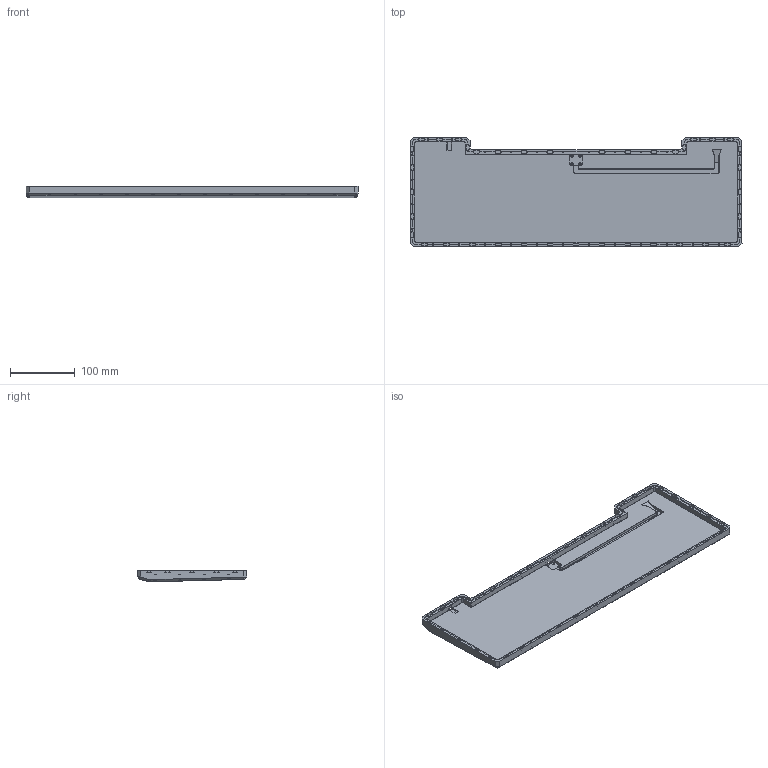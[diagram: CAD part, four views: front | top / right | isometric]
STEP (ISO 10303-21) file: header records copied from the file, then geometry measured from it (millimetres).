
FILE_DESCRIPTION(/* description */ (''),/* implementation_level */ '2;1');
FILE_NAME(/* name */ 'fu_bottom.step',/* time_stamp */ '2021-12-27T00:03:19+03:00',/* author */ (''),/* organization */ (''),/* preprocessor_version */ 'ST-DEVELOPER v18.1',/* originating_system */ 'Autodesk Translation Framework v10.10.0.1391',/* authorisation */ '');
FILE_SCHEMA (('AUTOMOTIVE_DESIGN { 1 0 10303 214 3 1 1 }'));
Length unit declared in the file: millimetre
Products named in the file (1): Bottom
Bounding box: 511.57 x 168.67 x 17.91 mm (x, y, z)
Volume: 539798.6 mm3; surface area: 200793.1 mm2
Topology: 1 solids, 1 shells, 662 faces, 1855 edges, 1184 vertices
Faces by surface type: plane 421, cylinder 196, cone 32, bspline 13
Full cylindrical faces by diameter (mm): 2 x4, 2.3 x32, 4 x31, 5 x1, 8.2 x15
Entity records: 22038 total; most frequent: CARTESIAN_POINT 4436, DIRECTION 3726, ORIENTED_EDGE 3710, EDGE_CURVE 1855, AXIS2_PLACEMENT_3D 1254, LINE 1218, VECTOR 1218, VERTEX_POINT 1184
